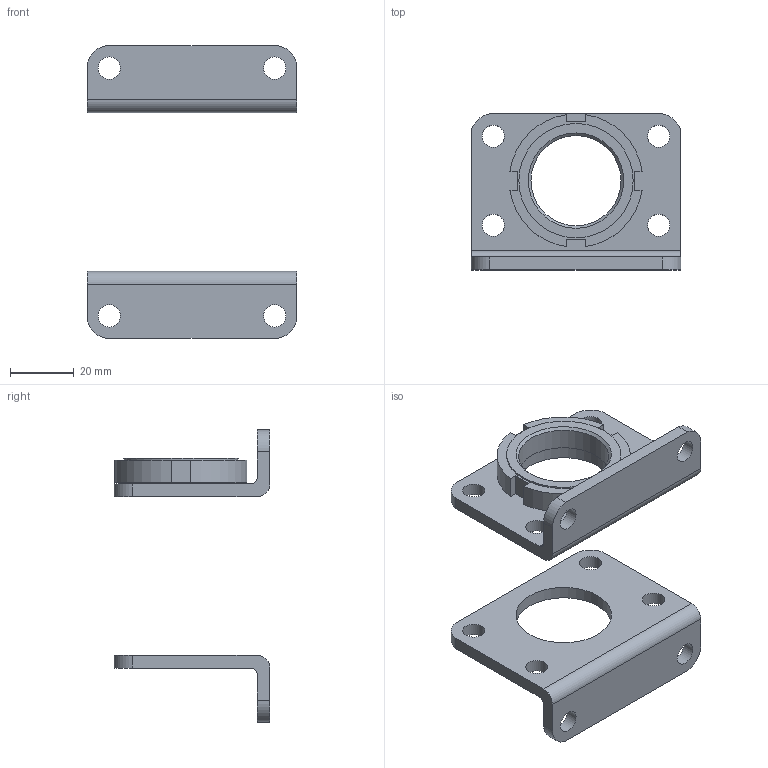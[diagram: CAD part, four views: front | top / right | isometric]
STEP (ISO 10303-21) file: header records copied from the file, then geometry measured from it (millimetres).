
FILE_DESCRIPTION(/* description */ ('STEP AP214'),/* implementation_level */ '2;1');
FILE_NAME(/* name */ '195851_HBN-32X2',/* time_stamp */ '2024-08-21T07:53:44+02:00',/* author */ ('License CC BY-ND 4.0'),/* organization */ ('CADENAS'),/* preprocessor_version */ 'ST-DEVELOPER v19.3',/* originating_system */ 'PARTsolutions',/* authorisation */ ' ');
FILE_SCHEMA (('AUTOMOTIVE_DESIGN {1 0 10303 214 3 1 1}'));
Length unit declared in the file: millimetre
Products named in the file (3): 195851 HBN-32X2---(50); 195851 HBN-32X2---(1); 3753 M30x1.5
Assembly tree (3 placements, depth 2):
  195851 HBN-32X2---(50)
    195851 HBN-32X2---(1)  x2
    3753 M30x1.5
Bounding box: 66 x 49 x 92 mm (x, y, z)
Volume: 31862.9 mm3; surface area: 20177.8 mm2
Topology: 3 solids, 3 shells, 67 faces, 189 edges, 130 vertices
Faces by surface type: cylinder 33, plane 32, cone 2
Full cylindrical faces by diameter (mm): 7 x12, 28.376 x1, 30.1 x2, 36 x2
Entity records: 1463 total; most frequent: DIRECTION 248, CARTESIAN_POINT 234, ORIENTED_EDGE 212, EDGE_CURVE 106, AXIS2_PLACEMENT_3D 92, VERTEX_POINT 78, EDGE_LOOP 76, FACE_BOUND 76
